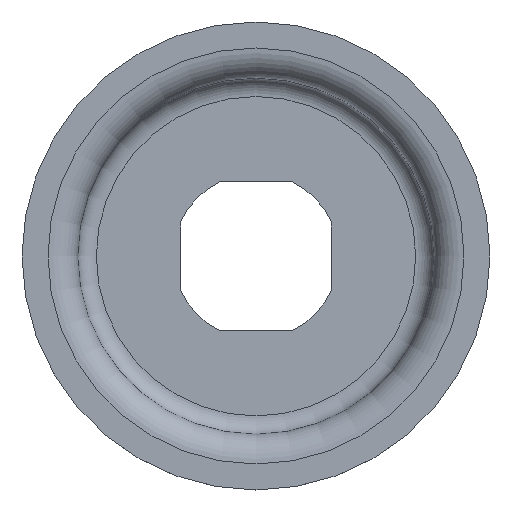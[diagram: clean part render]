
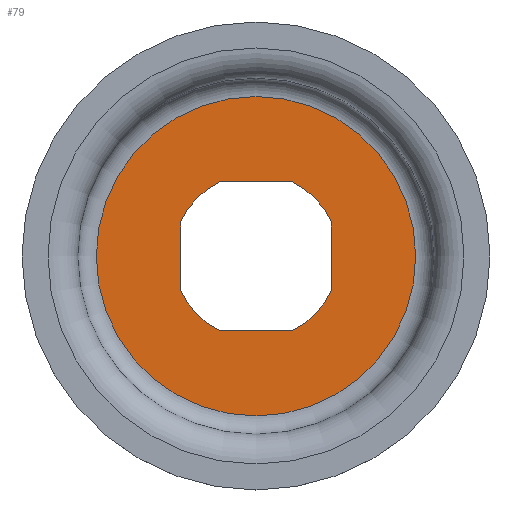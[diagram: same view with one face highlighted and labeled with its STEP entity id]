
A CAD part, top view. The second image highlights one B-rep face of the part: STEP entity #79.
In plain terms, the highlighted planar face has unit normal (0, 0, 1).
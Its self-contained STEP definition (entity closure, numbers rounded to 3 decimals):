
#79 = ADVANCED_FACE( '', ( #105, #106 ), #107, .T. );
#105 = FACE_OUTER_BOUND( '', #154, .T. );
#106 = FACE_BOUND( '', #155, .T. );
#107 = PLANE( '', #156 );
#154 = EDGE_LOOP( '', ( #224 ) );
#155 = EDGE_LOOP( '', ( #225, #226, #227, #228, #229, #230, #231, #232 ) );
#156 = AXIS2_PLACEMENT_3D( '', #233, #234, #235 );
#224 = ORIENTED_EDGE( '', *, *, #334, .T. );
#225 = ORIENTED_EDGE( '', *, *, #335, .T. );
#226 = ORIENTED_EDGE( '', *, *, #331, .T. );
#227 = ORIENTED_EDGE( '', *, *, #333, .T. );
#228 = ORIENTED_EDGE( '', *, *, #336, .T. );
#229 = ORIENTED_EDGE( '', *, *, #337, .T. );
#230 = ORIENTED_EDGE( '', *, *, #338, .T. );
#231 = ORIENTED_EDGE( '', *, *, #339, .T. );
#232 = ORIENTED_EDGE( '', *, *, #340, .T. );
#233 = CARTESIAN_POINT( '', ( 0., 0., -18.5 ) );
#234 = DIRECTION( '', ( 0., 0., 1. ) );
#235 = DIRECTION( '', ( 1., 0., 0. ) );
#331 = EDGE_CURVE( '', #374, #376, #378, .F. );
#333 = EDGE_CURVE( '', #376, #379, #381, .T. );
#334 = EDGE_CURVE( '', #382, #382, #383, .T. );
#335 = EDGE_CURVE( '', #384, #374, #385, .T. );
#336 = EDGE_CURVE( '', #379, #386, #387, .F. );
#337 = EDGE_CURVE( '', #386, #388, #389, .T. );
#338 = EDGE_CURVE( '', #388, #390, #391, .F. );
#339 = EDGE_CURVE( '', #390, #392, #393, .T. );
#340 = EDGE_CURVE( '', #392, #384, #394, .F. );
#374 = VERTEX_POINT( '', #438 );
#376 = VERTEX_POINT( '', #441 );
#378 = CIRCLE( '', #444, 11.15 );
#379 = VERTEX_POINT( '', #445 );
#381 = LINE( '', #448, #449 );
#382 = VERTEX_POINT( '', #450 );
#383 = CIRCLE( '', #451, 21.5 );
#384 = VERTEX_POINT( '', #452 );
#385 = LINE( '', #453, #454 );
#386 = VERTEX_POINT( '', #455 );
#387 = CIRCLE( '', #456, 11.15 );
#388 = VERTEX_POINT( '', #457 );
#389 = LINE( '', #458, #459 );
#390 = VERTEX_POINT( '', #460 );
#391 = CIRCLE( '', #461, 11.15 );
#392 = VERTEX_POINT( '', #462 );
#393 = LINE( '', #463, #464 );
#394 = CIRCLE( '', #465, 11.15 );
#438 = CARTESIAN_POINT( '', ( 10.15, -4.615, -18.5 ) );
#441 = CARTESIAN_POINT( '', ( 4.932, -10., -18.5 ) );
#444 = AXIS2_PLACEMENT_3D( '', #515, #516, #517 );
#445 = CARTESIAN_POINT( '', ( -4.932, -10., -18.5 ) );
#448 = CARTESIAN_POINT( '', ( 0., -10., -18.5 ) );
#449 = VECTOR( '', #519, 1000. );
#450 = CARTESIAN_POINT( '', ( 21.5, 0., -18.5 ) );
#451 = AXIS2_PLACEMENT_3D( '', #520, #521, #522 );
#452 = CARTESIAN_POINT( '', ( 10.15, 4.615, -18.5 ) );
#453 = CARTESIAN_POINT( '', ( 10.15, 0., -18.5 ) );
#454 = VECTOR( '', #523, 1000. );
#455 = CARTESIAN_POINT( '', ( -10.15, -4.615, -18.5 ) );
#456 = AXIS2_PLACEMENT_3D( '', #524, #525, #526 );
#457 = CARTESIAN_POINT( '', ( -10.15, 4.615, -18.5 ) );
#458 = CARTESIAN_POINT( '', ( -10.15, 0., -18.5 ) );
#459 = VECTOR( '', #527, 1000. );
#460 = CARTESIAN_POINT( '', ( -4.932, 10., -18.5 ) );
#461 = AXIS2_PLACEMENT_3D( '', #528, #529, #530 );
#462 = CARTESIAN_POINT( '', ( 4.932, 10., -18.5 ) );
#463 = CARTESIAN_POINT( '', ( 0., 10., -18.5 ) );
#464 = VECTOR( '', #531, 1000. );
#465 = AXIS2_PLACEMENT_3D( '', #532, #533, #534 );
#515 = CARTESIAN_POINT( '', ( 0., 0., -18.5 ) );
#516 = DIRECTION( '', ( 0., 0., 1. ) );
#517 = DIRECTION( '', ( 1., 0., 0. ) );
#519 = DIRECTION( '', ( -1., 0., 0. ) );
#520 = CARTESIAN_POINT( '', ( 0., 0., -18.5 ) );
#521 = DIRECTION( '', ( 0., 0., 1. ) );
#522 = DIRECTION( '', ( 1., 0., 0. ) );
#523 = DIRECTION( '', ( 0., -1., 0. ) );
#524 = CARTESIAN_POINT( '', ( 0., 0., -18.5 ) );
#525 = DIRECTION( '', ( 0., 0., 1. ) );
#526 = DIRECTION( '', ( 1., 0., 0. ) );
#527 = DIRECTION( '', ( 0., 1., 0. ) );
#528 = CARTESIAN_POINT( '', ( 0., 0., -18.5 ) );
#529 = DIRECTION( '', ( 0., 0., 1. ) );
#530 = DIRECTION( '', ( 1., 0., 0. ) );
#531 = DIRECTION( '', ( 1., 0., 0. ) );
#532 = CARTESIAN_POINT( '', ( 0., 0., -18.5 ) );
#533 = DIRECTION( '', ( 0., 0., 1. ) );
#534 = DIRECTION( '', ( 1., 0., 0. ) );
